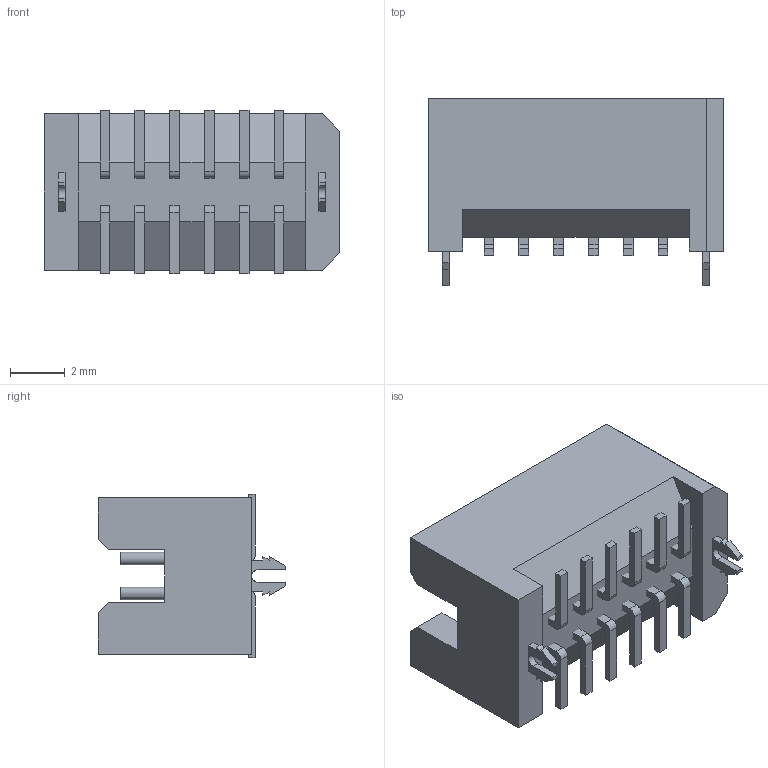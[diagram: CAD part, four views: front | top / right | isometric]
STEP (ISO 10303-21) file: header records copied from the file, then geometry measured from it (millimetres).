
FILE_DESCRIPTION(('FreeCAD Model'),'2;1');
FILE_NAME('Open CASCADE Shape Model','2024-07-09T17:08:37',('Author'),( ''),'Open CASCADE STEP processor 7.6','FreeCAD','Unknown');
FILE_SCHEMA(('AUTOMOTIVE_DESIGN { 1 0 10303 214 1 1 1 1 }'));
Length unit declared in the file: millimetre
Products named in the file (3): TFM-106-02-S-D-LC; TFM-106-02-L-D-LC_terminal; TFM-106-02-L-D_pins
Assembly tree (2 placements, depth 2):
  TFM-106-02-S-D-LC
    TFM-106-02-L-D-LC_terminal
    TFM-106-02-L-D_pins
Bounding box: 10.79 x 6.86 x 5.97 mm (x, y, z)
Volume: 179.7 mm3; surface area: 529.1 mm2
Topology: 2 solids, 2 shells, 206 faces, 569 edges, 381 vertices
Faces by surface type: plane 168, cylinder 38
Full cylindrical faces by diameter (mm): 0.457 x12
Entity records: 6843 total; most frequent: CARTESIAN_POINT 1171, ORIENTED_EDGE 1138, DIRECTION 1063, EDGE_CURVE 569, LINE 469, VECTOR 469, VERTEX_POINT 381, AXIS2_PLACEMENT_3D 297
